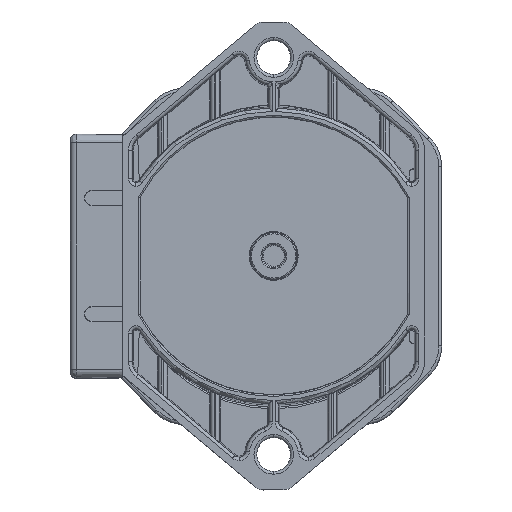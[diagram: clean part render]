
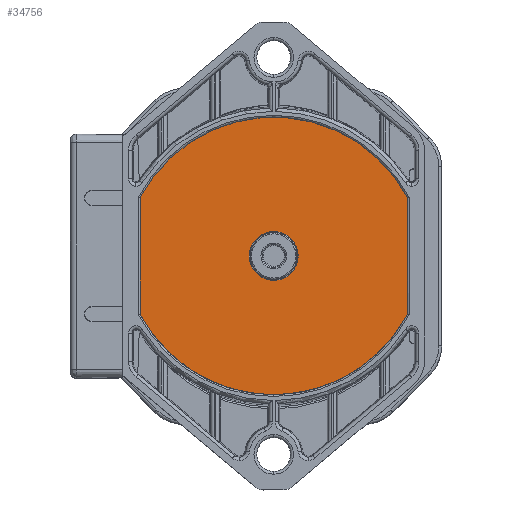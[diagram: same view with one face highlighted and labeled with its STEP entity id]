
A CAD part, top view. The second image highlights one B-rep face of the part: STEP entity #34756.
In plain terms, the highlighted planar face has unit normal (0, 0, -1).
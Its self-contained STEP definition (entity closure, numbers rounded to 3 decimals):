
#28254=DIRECTION('',(0.,1.,0.));
#28255=VECTOR('',#28254,20.);
#28256=CARTESIAN_POINT('',(23.,-10.,44.7));
#28257=LINE('',#28256,#28255);
#28274=DIRECTION('',(0.,-1.,0.));
#28275=VECTOR('',#28274,20.);
#28276=CARTESIAN_POINT('',(-23.,10.,44.7));
#28277=LINE('',#28276,#28275);
#28278=CARTESIAN_POINT('',(0.,2.124,44.7));
#28279=DIRECTION('',(0.,0.,1.));
#28280=DIRECTION('',(-0.885,-0.466,0.));
#28281=AXIS2_PLACEMENT_3D('',#28278,#28279,#28280);
#28283=CARTESIAN_POINT('',(0.,-2.124,44.7));
#28284=DIRECTION('',(0.,0.,1.));
#28285=DIRECTION('',(0.885,0.466,0.));
#28286=AXIS2_PLACEMENT_3D('',#28283,#28284,#28285);
#28288=CARTESIAN_POINT('',(0.,0.,44.7));
#28289=DIRECTION('',(0.,0.,-1.));
#28290=DIRECTION('',(0.,-1.,0.));
#28291=AXIS2_PLACEMENT_3D('',#28288,#28289,#28290);
#28293=CARTESIAN_POINT('',(0.,0.,44.7));
#28294=DIRECTION('',(0.,0.,-1.));
#28295=DIRECTION('',(0.,1.,0.));
#28296=AXIS2_PLACEMENT_3D('',#28293,#28294,#28295);
#28438=CARTESIAN_POINT('',(-23.,-10.,44.7));
#28439=VERTEX_POINT('',#28438);
#28440=CARTESIAN_POINT('',(-23.,10.,44.7));
#28441=VERTEX_POINT('',#28440);
#29022=CARTESIAN_POINT('',(0.,-4.2,44.7));
#29023=VERTEX_POINT('',#29022);
#29024=CARTESIAN_POINT('',(0.,4.2,44.7));
#29025=VERTEX_POINT('',#29024);
#29073=CARTESIAN_POINT('',(23.,-10.,44.7));
#29074=VERTEX_POINT('',#29073);
#29075=CARTESIAN_POINT('',(23.,10.,44.7));
#29076=VERTEX_POINT('',#29075);
#34738=CARTESIAN_POINT('',(0.,0.,44.7));
#34739=DIRECTION('',(0.,0.,1.));
#34740=DIRECTION('',(0.,-1.,0.));
#34741=AXIS2_PLACEMENT_3D('',#34738,#34739,#34740);
#34742=PLANE('',#34741);
#34744=ORIENTED_EDGE('',*,*,#34743,.T.);
#34745=ORIENTED_EDGE('',*,*,#34689,.T.);
#34746=ORIENTED_EDGE('',*,*,#34706,.T.);
#34747=ORIENTED_EDGE('',*,*,#34732,.T.);
#34748=EDGE_LOOP('',(#34744,#34745,#34746,#34747));
#34749=FACE_OUTER_BOUND('',#34748,.F.);
#34751=ORIENTED_EDGE('',*,*,#34750,.T.);
#34753=ORIENTED_EDGE('',*,*,#34752,.T.);
#34754=EDGE_LOOP('',(#34751,#34753));
#34755=FACE_BOUND('',#34754,.F.);
#34756=ADVANCED_FACE('',(#34749,#34755),#34742,.F.);
#28282=CIRCLE('',#28281,26.);
#28287=CIRCLE('',#28286,26.);
#28292=CIRCLE('',#28291,4.2);
#28297=CIRCLE('',#28296,4.2);
#34689=EDGE_CURVE('',#28439,#29074,#28282,.T.);
#34706=EDGE_CURVE('',#29074,#29076,#28257,.T.);
#34732=EDGE_CURVE('',#29076,#28441,#28287,.T.);
#34743=EDGE_CURVE('',#28441,#28439,#28277,.T.);
#34750=EDGE_CURVE('',#29023,#29025,#28292,.T.);
#34752=EDGE_CURVE('',#29025,#29023,#28297,.T.);
